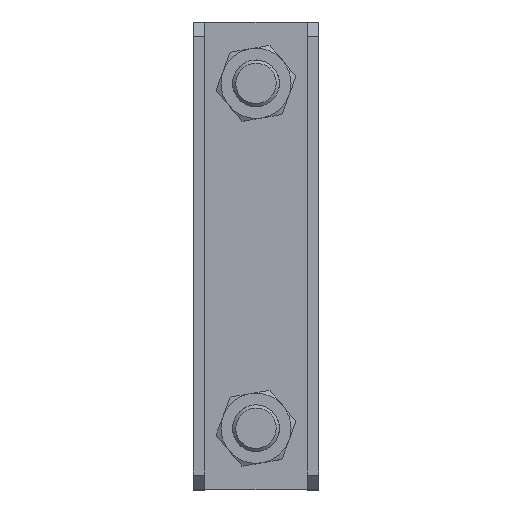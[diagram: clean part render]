
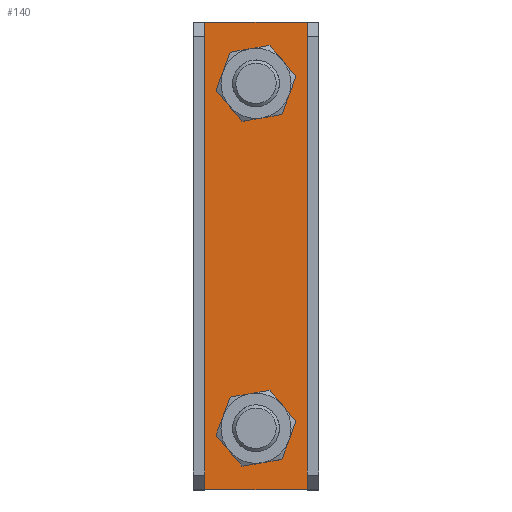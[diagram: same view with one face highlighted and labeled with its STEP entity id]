
A CAD part, top view. The second image highlights one B-rep face of the part: STEP entity #140.
In plain terms, the highlighted planar face has unit normal (0, 0, 1).
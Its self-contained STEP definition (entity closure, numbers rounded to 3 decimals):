
#140=ADVANCED_FACE('',(#302,#303,#304),#305,.F.);
#302=FACE_OUTER_BOUND('',#576,.T.);
#303=FACE_BOUND('',#577,.T.);
#304=FACE_BOUND('',#578,.T.);
#305=PLANE('',#579);
#576=EDGE_LOOP('',(#1003,#1004,#1005,#1006));
#577=EDGE_LOOP('',(#1007,#1008));
#578=EDGE_LOOP('',(#1009,#1010));
#579=AXIS2_PLACEMENT_3D('',#1011,#1012,#1013);
#1003=ORIENTED_EDGE('',*,*,#1856,.T.);
#1004=ORIENTED_EDGE('',*,*,#1857,.F.);
#1005=ORIENTED_EDGE('',*,*,#1858,.F.);
#1006=ORIENTED_EDGE('',*,*,#1853,.T.);
#1007=ORIENTED_EDGE('',*,*,#1859,.F.);
#1008=ORIENTED_EDGE('',*,*,#1826,.F.);
#1009=ORIENTED_EDGE('',*,*,#1860,.F.);
#1010=ORIENTED_EDGE('',*,*,#1830,.F.);
#1011=CARTESIAN_POINT('',(-7.419,-88.989,54.787));
#1012=DIRECTION('',(0.,0.,-1.0));
#1013=DIRECTION('',(1.0,0.,0.));
#1826=EDGE_CURVE('',#2155,#2157,#2158,.T.);
#1830=EDGE_CURVE('',#2163,#2165,#2166,.T.);
#1853=EDGE_CURVE('',#2205,#2203,#2206,.T.);
#1856=EDGE_CURVE('',#2203,#2210,#2211,.T.);
#1857=EDGE_CURVE('',#2212,#2210,#2213,.T.);
#1858=EDGE_CURVE('',#2205,#2212,#2214,.T.);
#1859=EDGE_CURVE('',#2157,#2155,#2215,.T.);
#1860=EDGE_CURVE('',#2165,#2163,#2216,.T.);
#2155=VERTEX_POINT('',#2671);
#2157=VERTEX_POINT('',#2674);
#2158=CIRCLE('',#2675,8.25);
#2163=VERTEX_POINT('',#2681);
#2165=VERTEX_POINT('',#2684);
#2166=CIRCLE('',#2685,8.25);
#2203=VERTEX_POINT('',#2741);
#2205=VERTEX_POINT('',#2744);
#2206=LINE('',#2745,#2746);
#2210=VERTEX_POINT('',#2752);
#2211=LINE('',#2753,#2754);
#2212=VERTEX_POINT('',#2755);
#2213=LINE('',#2756,#2757);
#2214=LINE('',#2758,#2759);
#2215=CIRCLE('',#2760,8.25);
#2216=CIRCLE('',#2761,8.25);
#2671=CARTESIAN_POINT('',(18.331,50.011,54.787));
#2674=CARTESIAN_POINT('',(1.831,50.011,54.787));
#2675=AXIS2_PLACEMENT_3D('',#3664,#3665,#3666);
#2681=CARTESIAN_POINT('',(18.331,-67.989,54.787));
#2684=CARTESIAN_POINT('',(1.831,-67.989,54.787));
#2685=AXIS2_PLACEMENT_3D('',#3672,#3673,#3674);
#2741=CARTESIAN_POINT('',(27.581,71.011,54.787));
#2744=CARTESIAN_POINT('',(27.581,-88.989,54.787));
#2745=CARTESIAN_POINT('',(27.581,-88.989,54.787));
#2746=VECTOR('',#3701,1000.0);
#2752=CARTESIAN_POINT('',(-7.419,71.011,54.787));
#2753=CARTESIAN_POINT('',(-7.419,71.011,54.787));
#2754=VECTOR('',#3704,1000.0);
#2755=CARTESIAN_POINT('',(-7.419,-88.989,54.787));
#2756=CARTESIAN_POINT('',(-7.419,-88.989,54.787));
#2757=VECTOR('',#3705,1000.0);
#2758=CARTESIAN_POINT('',(-7.419,-88.989,54.787));
#2759=VECTOR('',#3706,1000.0);
#2760=AXIS2_PLACEMENT_3D('',#3707,#3708,#3709);
#2761=AXIS2_PLACEMENT_3D('',#3710,#3711,#3712);
#3664=CARTESIAN_POINT('',(10.081,50.011,54.787));
#3665=DIRECTION('',(0.,0.,1.0));
#3666=DIRECTION('',(-1.0,0.,0.));
#3672=CARTESIAN_POINT('',(10.081,-67.989,54.787));
#3673=DIRECTION('',(0.,0.,1.0));
#3674=DIRECTION('',(-1.0,0.,0.));
#3701=DIRECTION('',(0.,1.0,0.));
#3704=DIRECTION('',(-1.0,0.,0.));
#3705=DIRECTION('',(0.,1.0,0.));
#3706=DIRECTION('',(-1.0,0.,0.));
#3707=CARTESIAN_POINT('',(10.081,50.011,54.787));
#3708=DIRECTION('',(0.,0.,1.0));
#3709=DIRECTION('',(-1.0,0.,0.));
#3710=CARTESIAN_POINT('',(10.081,-67.989,54.787));
#3711=DIRECTION('',(0.,0.,1.0));
#3712=DIRECTION('',(-1.0,0.,0.));
